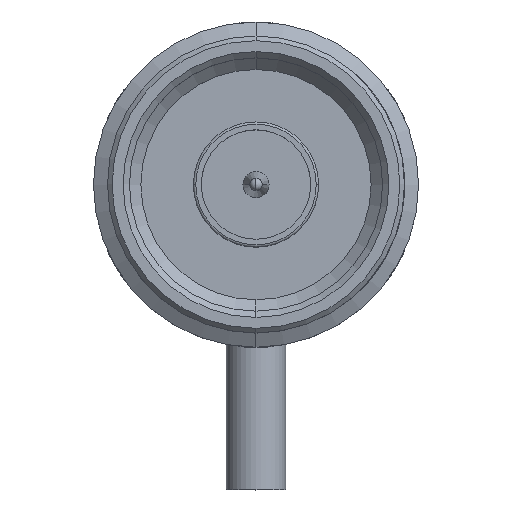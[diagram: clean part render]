
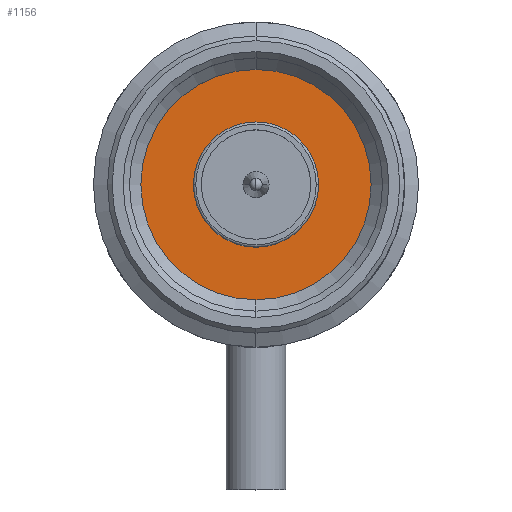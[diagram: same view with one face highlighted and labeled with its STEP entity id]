
A CAD part, top view. The second image highlights one B-rep face of the part: STEP entity #1156.
In plain terms, the highlighted planar face has unit normal (0, 0, 1).
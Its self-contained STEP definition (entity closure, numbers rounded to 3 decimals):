
#42 = EDGE_CURVE ( 'NONE', #3950, #12014, #3469, .T. ) ;
#145 = ORIENTED_EDGE ( 'NONE', *, *, #3901, .T. ) ;
#1114 = CARTESIAN_POINT ( 'NONE',  ( 0., 0., -4.593 ) ) ;
#1156 = ADVANCED_FACE ( 'NONE', ( #13132, #16755 ), #19032, .F. ) ;
#2047 = CIRCLE ( 'NONE', #14159, 7.366 ) ;
#2664 = DIRECTION ( 'NONE',  ( -1., 0., 0. ) ) ;
#3469 = CIRCLE ( 'NONE', #19788, 4.005 ) ;
#3662 = CIRCLE ( 'NONE', #9063, 4.005 ) ;
#3684 = CARTESIAN_POINT ( 'NONE',  ( 0., 0., -4.593 ) ) ;
#3805 = CARTESIAN_POINT ( 'NONE',  ( 0., 0., -4.593 ) ) ;
#3901 = EDGE_CURVE ( 'NONE', #6675, #6097, #18150, .T. ) ;
#3950 = VERTEX_POINT ( 'NONE', #5743 ) ;
#5217 = DIRECTION ( 'NONE',  ( -1., 0., 0. ) ) ;
#5743 = CARTESIAN_POINT ( 'NONE',  ( -4.005, 0., -4.593 ) ) ;
#6097 = VERTEX_POINT ( 'NONE', #11907 ) ;
#6302 = CARTESIAN_POINT ( 'NONE',  ( 0., 0., -4.593 ) ) ;
#6547 = ORIENTED_EDGE ( 'NONE', *, *, #42, .T. ) ;
#6675 = VERTEX_POINT ( 'NONE', #7064 ) ;
#6876 = DIRECTION ( 'NONE',  ( -1., 0., 0. ) ) ;
#7064 = CARTESIAN_POINT ( 'NONE',  ( 0., -7.366, -4.593 ) ) ;
#7842 = DIRECTION ( 'NONE',  ( -1., 0., 0. ) ) ;
#9063 = AXIS2_PLACEMENT_3D ( 'NONE', #3684, #14361, #5217 ) ;
#10238 = AXIS2_PLACEMENT_3D ( 'NONE', #1114, #11813, #2664 ) ;
#10713 = DIRECTION ( 'NONE',  ( 0., 0., -1. ) ) ;
#11813 = DIRECTION ( 'NONE',  ( 0., 0., 1. ) ) ;
#11907 = CARTESIAN_POINT ( 'NONE',  ( 0., 7.366, -4.593 ) ) ;
#12014 = VERTEX_POINT ( 'NONE', #13531 ) ;
#12105 = AXIS2_PLACEMENT_3D ( 'NONE', #3805, #16024, #6876 ) ;
#12169 = ORIENTED_EDGE ( 'NONE', *, *, #13483, .T. ) ;
#12274 = EDGE_LOOP ( 'NONE', ( #12169, #6547 ) ) ;
#12983 = EDGE_LOOP ( 'NONE', ( #145, #19026 ) ) ;
#13132 = FACE_BOUND ( 'NONE', #12274, .T. ) ;
#13483 = EDGE_CURVE ( 'NONE', #12014, #3950, #3662, .T. ) ;
#13531 = CARTESIAN_POINT ( 'NONE',  ( 4.005, 0., -4.593 ) ) ;
#14159 = AXIS2_PLACEMENT_3D ( 'NONE', #6302, #17007, #7842 ) ;
#14361 = DIRECTION ( 'NONE',  ( 0., 0., -1. ) ) ;
#15418 = EDGE_CURVE ( 'NONE', #6097, #6675, #2047, .T. ) ;
#16024 = DIRECTION ( 'NONE',  ( 0., 0., -1. ) ) ;
#16755 = FACE_OUTER_BOUND ( 'NONE', #12983, .T. ) ;
#16811 = DIRECTION ( 'NONE',  ( -1., 0., 0. ) ) ;
#17007 = DIRECTION ( 'NONE',  ( 0., 0., 1. ) ) ;
#18150 = CIRCLE ( 'NONE', #10238, 7.366 ) ;
#19026 = ORIENTED_EDGE ( 'NONE', *, *, #15418, .T. ) ;
#19032 = PLANE ( 'NONE',  #12105 ) ;
#19788 = AXIS2_PLACEMENT_3D ( 'NONE', #19875, #10713, #16811 ) ;
#19875 = CARTESIAN_POINT ( 'NONE',  ( 0., 0., -4.593 ) ) ;
